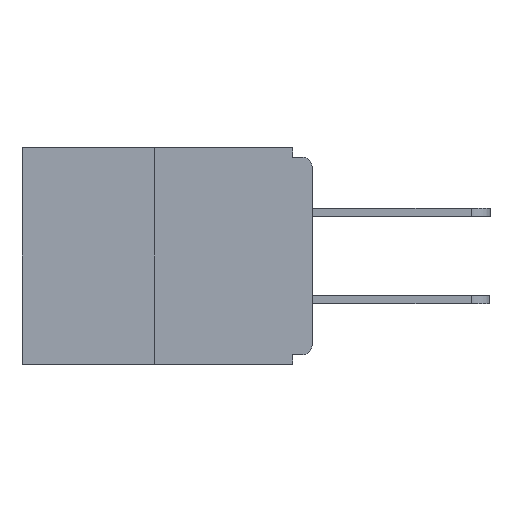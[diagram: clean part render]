
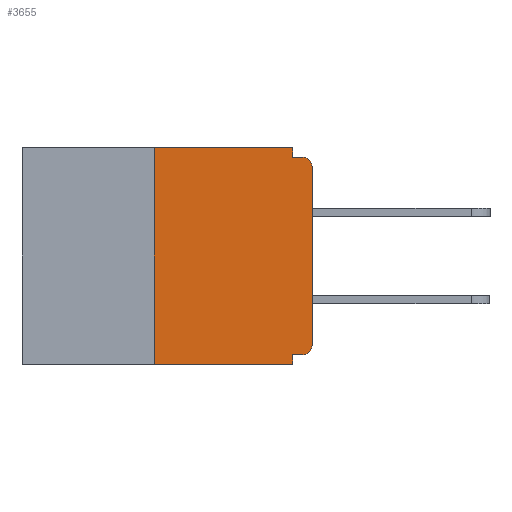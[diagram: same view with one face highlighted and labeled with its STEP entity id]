
A CAD part, left-side view. The second image highlights one B-rep face of the part: STEP entity #3655.
In plain terms, the highlighted planar face has unit normal (-1, 0, 0).
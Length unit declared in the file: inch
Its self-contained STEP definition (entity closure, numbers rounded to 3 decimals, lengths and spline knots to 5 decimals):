
#73 = AXIS2_PLACEMENT_3D ( 'NONE', #6949, #1892, #9521 ) ;
#166 = ORIENTED_EDGE ( 'NONE', *, *, #8911, .F. ) ;
#367 = LINE ( 'NONE', #3360, #8499 ) ;
#473 = CIRCLE ( 'NONE', #3259, 0.015 ) ;
#571 = CARTESIAN_POINT ( 'NONE',  ( 0., 0.031, -0.343 ) ) ;
#603 = DIRECTION ( 'NONE',  ( 0., 1., 0. ) ) ;
#609 = CARTESIAN_POINT ( 'NONE',  ( 0., 0.25, -0.343 ) ) ;
#681 = DIRECTION ( 'NONE',  ( 0., 0., -1. ) ) ;
#966 = VERTEX_POINT ( 'NONE', #3730 ) ;
#973 = ORIENTED_EDGE ( 'NONE', *, *, #7263, .F. ) ;
#1230 = EDGE_CURVE ( 'NONE', #9949, #9667, #473, .T. ) ;
#1259 = ORIENTED_EDGE ( 'NONE', *, *, #7525, .F. ) ;
#1670 = DIRECTION ( 'NONE',  ( 0., 0., -1. ) ) ;
#1698 = VERTEX_POINT ( 'NONE', #2694 ) ;
#1766 = CARTESIAN_POINT ( 'NONE',  ( 0., 0.46, 0. ) ) ;
#1892 = DIRECTION ( 'NONE',  ( -1., 0., 0. ) ) ;
#2168 = EDGE_CURVE ( 'NONE', #9667, #4679, #5921, .T. ) ;
#2279 = CARTESIAN_POINT ( 'NONE',  ( 0., 0.46, -0.343 ) ) ;
#2435 = DIRECTION ( 'NONE',  ( 0., 0., 1. ) ) ;
#2442 = CARTESIAN_POINT ( 'NONE',  ( 0., 0., -0.015 ) ) ;
#2476 = VECTOR ( 'NONE', #603, 39.37008 ) ;
#2531 = VERTEX_POINT ( 'NONE', #7385 ) ;
#2650 = PLANE ( 'NONE',  #9438 ) ;
#2694 = CARTESIAN_POINT ( 'NONE',  ( 0., 0.031, -0.015 ) ) ;
#3079 = CARTESIAN_POINT ( 'NONE',  ( 0., 0., -0.328 ) ) ;
#3259 = AXIS2_PLACEMENT_3D ( 'NONE', #7330, #5819, #10001 ) ;
#3265 = VERTEX_POINT ( 'NONE', #9571 ) ;
#3276 = LINE ( 'NONE', #4499, #7494 ) ;
#3360 = CARTESIAN_POINT ( 'NONE',  ( 0., 0.031, 0. ) ) ;
#3535 = EDGE_CURVE ( 'NONE', #1698, #966, #5420, .T. ) ;
#3655 = ADVANCED_FACE ( 'NONE', ( #9818 ), #2650, .F. ) ;
#3730 = CARTESIAN_POINT ( 'NONE',  ( 0., 0.015, -0.015 ) ) ;
#3869 = CIRCLE ( 'NONE', #73, 0.015 ) ;
#3996 = CARTESIAN_POINT ( 'NONE',  ( 0., 0.25, 0. ) ) ;
#4031 = DIRECTION ( 'NONE',  ( 0., -1., 0. ) ) ;
#4202 = ORIENTED_EDGE ( 'NONE', *, *, #3535, .F. ) ;
#4258 = DIRECTION ( 'NONE',  ( 0., 0., -1. ) ) ;
#4341 = ORIENTED_EDGE ( 'NONE', *, *, #10319, .T. ) ;
#4499 = CARTESIAN_POINT ( 'NONE',  ( 0., 0.46, 0. ) ) ;
#4679 = VERTEX_POINT ( 'NONE', #10616 ) ;
#4885 = DIRECTION ( 'NONE',  ( 0., -1., 0. ) ) ;
#4895 = CARTESIAN_POINT ( 'NONE',  ( 0., 0.031, -0.328 ) ) ;
#5099 = VERTEX_POINT ( 'NONE', #8613 ) ;
#5144 = LINE ( 'NONE', #3079, #2476 ) ;
#5393 = VERTEX_POINT ( 'NONE', #4895 ) ;
#5419 = EDGE_LOOP ( 'NONE', ( #973, #166, #6352, #7442, #1259, #6344, #10758, #4341, #4202, #9304 ) ) ;
#5420 = LINE ( 'NONE', #2442, #8859 ) ;
#5819 = DIRECTION ( 'NONE',  ( -1., 0., 0. ) ) ;
#5822 = CARTESIAN_POINT ( 'NONE',  ( 0., 0., -0.313 ) ) ;
#5867 = DIRECTION ( 'NONE',  ( 1., 0., 0. ) ) ;
#5893 = VECTOR ( 'NONE', #4885, 39.37008 ) ;
#5921 = LINE ( 'NONE', #10321, #10661 ) ;
#6265 = VECTOR ( 'NONE', #681, 39.37008 ) ;
#6344 = ORIENTED_EDGE ( 'NONE', *, *, #1230, .T. ) ;
#6352 = ORIENTED_EDGE ( 'NONE', *, *, #8190, .T. ) ;
#6448 = EDGE_CURVE ( 'NONE', #5099, #1698, #367, .T. ) ;
#6555 = LINE ( 'NONE', #2279, #5893 ) ;
#6939 = VECTOR ( 'NONE', #2435, 39.37008 ) ;
#6949 = CARTESIAN_POINT ( 'NONE',  ( 0., 0.015, -0.03 ) ) ;
#7263 = EDGE_CURVE ( 'NONE', #2531, #5099, #3276, .T. ) ;
#7330 = CARTESIAN_POINT ( 'NONE',  ( 0., 0.015, -0.313 ) ) ;
#7385 = CARTESIAN_POINT ( 'NONE',  ( 0., 0.25, 0. ) ) ;
#7442 = ORIENTED_EDGE ( 'NONE', *, *, #9549, .F. ) ;
#7494 = VECTOR ( 'NONE', #10365, 39.37008 ) ;
#7525 = EDGE_CURVE ( 'NONE', #9949, #5393, #5144, .T. ) ;
#8190 = EDGE_CURVE ( 'NONE', #9458, #3265, #6555, .T. ) ;
#8499 = VECTOR ( 'NONE', #1670, 39.37008 ) ;
#8613 = CARTESIAN_POINT ( 'NONE',  ( 0., 0.031, 0. ) ) ;
#8859 = VECTOR ( 'NONE', #4031, 39.37008 ) ;
#8911 = EDGE_CURVE ( 'NONE', #9458, #2531, #9440, .T. ) ;
#9290 = LINE ( 'NONE', #571, #6265 ) ;
#9304 = ORIENTED_EDGE ( 'NONE', *, *, #6448, .F. ) ;
#9438 = AXIS2_PLACEMENT_3D ( 'NONE', #1766, #5867, #4258 ) ;
#9440 = LINE ( 'NONE', #3996, #6939 ) ;
#9458 = VERTEX_POINT ( 'NONE', #609 ) ;
#9521 = DIRECTION ( 'NONE',  ( 0., 0., -1. ) ) ;
#9549 = EDGE_CURVE ( 'NONE', #5393, #3265, #9290, .T. ) ;
#9571 = CARTESIAN_POINT ( 'NONE',  ( 0., 0.031, -0.343 ) ) ;
#9667 = VERTEX_POINT ( 'NONE', #5822 ) ;
#9818 = FACE_OUTER_BOUND ( 'NONE', #5419, .T. ) ;
#9949 = VERTEX_POINT ( 'NONE', #10326 ) ;
#10001 = DIRECTION ( 'NONE',  ( 0., 0., -1. ) ) ;
#10284 = DIRECTION ( 'NONE',  ( 0., 0., 1. ) ) ;
#10319 = EDGE_CURVE ( 'NONE', #4679, #966, #3869, .T. ) ;
#10321 = CARTESIAN_POINT ( 'NONE',  ( 0., 0., 0. ) ) ;
#10326 = CARTESIAN_POINT ( 'NONE',  ( 0., 0.015, -0.328 ) ) ;
#10365 = DIRECTION ( 'NONE',  ( 0., -1., 0. ) ) ;
#10616 = CARTESIAN_POINT ( 'NONE',  ( 0., 0., -0.03 ) ) ;
#10661 = VECTOR ( 'NONE', #10284, 39.37008 ) ;
#10758 = ORIENTED_EDGE ( 'NONE', *, *, #2168, .T. ) ;
